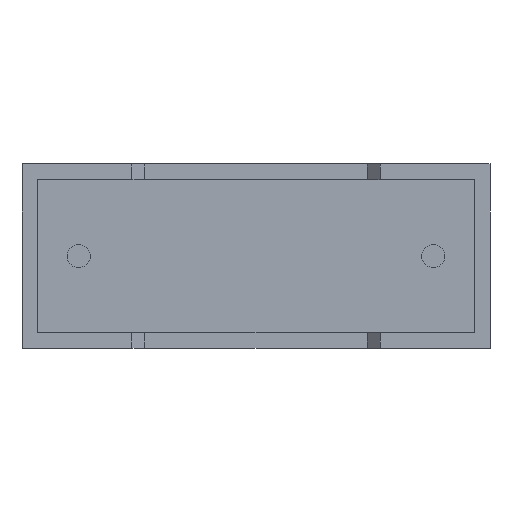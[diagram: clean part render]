
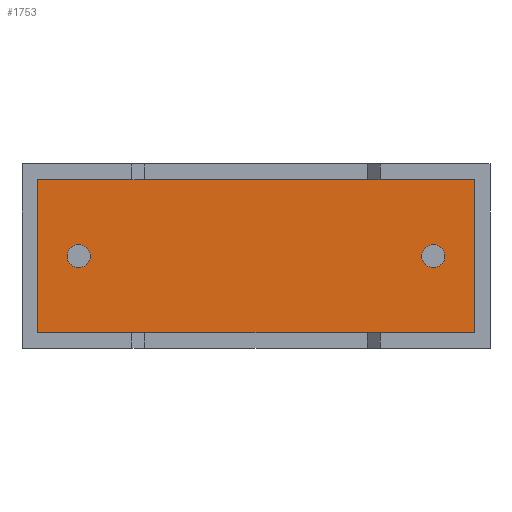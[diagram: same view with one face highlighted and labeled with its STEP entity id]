
A CAD part, front view. The second image highlights one B-rep face of the part: STEP entity #1753.
In plain terms, the highlighted planar face has unit normal (0, -1, 0).
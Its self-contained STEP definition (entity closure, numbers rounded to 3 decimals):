
#12 = CARTESIAN_POINT ( 'NONE',  ( 11.6, 0.75, 2.6 ) ) ;
#54 = DIRECTION ( 'NONE',  ( 0., 0., 1. ) ) ;
#79 = VECTOR ( 'NONE', #54, 1000. ) ;
#90 = ORIENTED_EDGE ( 'NONE', *, *, #1923, .F. ) ;
#129 = DIRECTION ( 'NONE',  ( 0., 0., -1. ) ) ;
#252 = DIRECTION ( 'NONE',  ( 1., 0., 0. ) ) ;
#266 = EDGE_CURVE ( 'NONE', #3023, #715, #806, .T. ) ;
#280 = CIRCLE ( 'NONE', #2104, 0.325 ) ;
#309 = CARTESIAN_POINT ( 'NONE',  ( 12.76, 0.75, 0.44 ) ) ;
#373 = ORIENTED_EDGE ( 'NONE', *, *, #1689, .T. ) ;
#385 = CARTESIAN_POINT ( 'NONE',  ( 0.44, 0.75, 0.44 ) ) ;
#436 = PLANE ( 'NONE',  #2500 ) ;
#437 = VERTEX_POINT ( 'NONE', #1414 ) ;
#518 = DIRECTION ( 'NONE',  ( 0., -1., 0. ) ) ;
#519 = VERTEX_POINT ( 'NONE', #668 ) ;
#609 = ORIENTED_EDGE ( 'NONE', *, *, #1890, .F. ) ;
#652 = DIRECTION ( 'NONE',  ( 0., -1., 0. ) ) ;
#668 = CARTESIAN_POINT ( 'NONE',  ( 12.76, 0.75, 4.76 ) ) ;
#674 = DIRECTION ( 'NONE',  ( 0., 0., -1. ) ) ;
#706 = CARTESIAN_POINT ( 'NONE',  ( 11.6, 0.75, 2.6 ) ) ;
#715 = VERTEX_POINT ( 'NONE', #385 ) ;
#718 = VECTOR ( 'NONE', #2824, 1000. ) ;
#797 = VERTEX_POINT ( 'NONE', #2294 ) ;
#806 = LINE ( 'NONE', #1756, #1597 ) ;
#857 = CARTESIAN_POINT ( 'NONE',  ( 1.6, 0.75, 2.6 ) ) ;
#927 = CIRCLE ( 'NONE', #2310, 0.325 ) ;
#954 = ORIENTED_EDGE ( 'NONE', *, *, #1895, .F. ) ;
#970 = LINE ( 'NONE', #2327, #1862 ) ;
#1067 = CARTESIAN_POINT ( 'NONE',  ( 0.44, 0.75, 4.76 ) ) ;
#1094 = CARTESIAN_POINT ( 'NONE',  ( 1.6, 0.75, 2.275 ) ) ;
#1132 = CARTESIAN_POINT ( 'NONE',  ( 0., 0.75, 0. ) ) ;
#1158 = DIRECTION ( 'NONE',  ( 0., 0., -1. ) ) ;
#1279 = EDGE_CURVE ( 'NONE', #1553, #519, #2477, .T. ) ;
#1375 = FACE_BOUND ( 'NONE', #2860, .T. ) ;
#1387 = DIRECTION ( 'NONE',  ( 0., -1., 0. ) ) ;
#1414 = CARTESIAN_POINT ( 'NONE',  ( 11.6, 0.75, 2.275 ) ) ;
#1417 = CIRCLE ( 'NONE', #2058, 0.325 ) ;
#1418 = EDGE_CURVE ( 'NONE', #519, #3023, #1693, .T. ) ;
#1433 = CARTESIAN_POINT ( 'NONE',  ( 12.76, 0.75, 4.76 ) ) ;
#1438 = DIRECTION ( 'NONE',  ( 0., -1., 0. ) ) ;
#1543 = VERTEX_POINT ( 'NONE', #2654 ) ;
#1544 = EDGE_LOOP ( 'NONE', ( #90, #2761 ) ) ;
#1553 = VERTEX_POINT ( 'NONE', #309 ) ;
#1578 = FACE_BOUND ( 'NONE', #1544, .T. ) ;
#1597 = VECTOR ( 'NONE', #2000, 1000. ) ;
#1620 = ORIENTED_EDGE ( 'NONE', *, *, #1279, .T. ) ;
#1650 = CARTESIAN_POINT ( 'NONE',  ( 1.6, 0.75, 2.6 ) ) ;
#1689 = EDGE_CURVE ( 'NONE', #715, #1553, #970, .T. ) ;
#1693 = LINE ( 'NONE', #1433, #718 ) ;
#1753 = ADVANCED_FACE ( 'NONE', ( #1375, #2273, #1578 ), #436, .T. ) ;
#1756 = CARTESIAN_POINT ( 'NONE',  ( 0.44, 0.75, 4.76 ) ) ;
#1776 = CARTESIAN_POINT ( 'NONE',  ( 12.76, 0.75, 0.44 ) ) ;
#1862 = VECTOR ( 'NONE', #252, 1000. ) ;
#1890 = EDGE_CURVE ( 'NONE', #797, #437, #280, .T. ) ;
#1895 = EDGE_CURVE ( 'NONE', #437, #797, #1417, .T. ) ;
#1923 = EDGE_CURVE ( 'NONE', #1543, #2448, #2308, .T. ) ;
#2000 = DIRECTION ( 'NONE',  ( 0., 0., -1. ) ) ;
#2047 = EDGE_LOOP ( 'NONE', ( #2169, #373, #1620, #2080 ) ) ;
#2058 = AXIS2_PLACEMENT_3D ( 'NONE', #706, #3058, #2576 ) ;
#2080 = ORIENTED_EDGE ( 'NONE', *, *, #1418, .T. ) ;
#2104 = AXIS2_PLACEMENT_3D ( 'NONE', #12, #1438, #2814 ) ;
#2169 = ORIENTED_EDGE ( 'NONE', *, *, #266, .T. ) ;
#2273 = FACE_OUTER_BOUND ( 'NONE', #2047, .T. ) ;
#2294 = CARTESIAN_POINT ( 'NONE',  ( 11.6, 0.75, 2.925 ) ) ;
#2308 = CIRCLE ( 'NONE', #2792, 0.325 ) ;
#2310 = AXIS2_PLACEMENT_3D ( 'NONE', #857, #652, #129 ) ;
#2327 = CARTESIAN_POINT ( 'NONE',  ( 0.44, 0.75, 0.44 ) ) ;
#2407 = EDGE_CURVE ( 'NONE', #2448, #1543, #927, .T. ) ;
#2448 = VERTEX_POINT ( 'NONE', #1094 ) ;
#2477 = LINE ( 'NONE', #1776, #79 ) ;
#2500 = AXIS2_PLACEMENT_3D ( 'NONE', #1132, #1387, #674 ) ;
#2576 = DIRECTION ( 'NONE',  ( 0., 0., -1. ) ) ;
#2654 = CARTESIAN_POINT ( 'NONE',  ( 1.6, 0.75, 2.925 ) ) ;
#2761 = ORIENTED_EDGE ( 'NONE', *, *, #2407, .F. ) ;
#2792 = AXIS2_PLACEMENT_3D ( 'NONE', #1650, #518, #1158 ) ;
#2814 = DIRECTION ( 'NONE',  ( 0., 0., -1. ) ) ;
#2824 = DIRECTION ( 'NONE',  ( -1., 0., 0. ) ) ;
#2860 = EDGE_LOOP ( 'NONE', ( #609, #954 ) ) ;
#3023 = VERTEX_POINT ( 'NONE', #1067 ) ;
#3058 = DIRECTION ( 'NONE',  ( 0., -1., 0. ) ) ;
